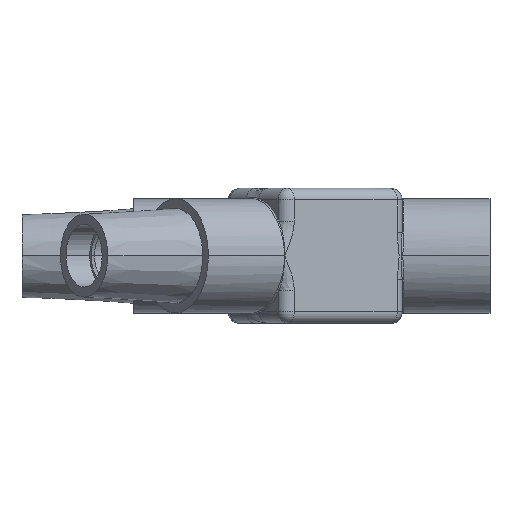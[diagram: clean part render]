
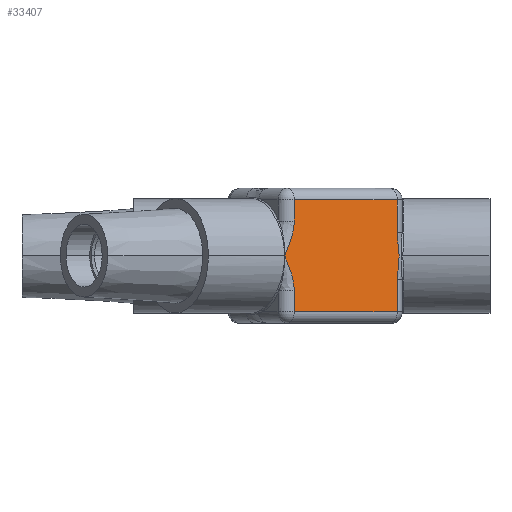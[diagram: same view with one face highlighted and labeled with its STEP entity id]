
A CAD part, top view. The second image highlights one B-rep face of the part: STEP entity #33407.
In plain terms, the highlighted planar face has unit normal (0.574, 0, 0.819).
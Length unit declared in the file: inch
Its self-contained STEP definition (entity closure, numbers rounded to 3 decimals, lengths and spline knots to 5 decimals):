
#589 = EDGE_CURVE ( 'NONE', #56097, #74657, #5523, .T. ) ;
#645 = DIRECTION ( 'NONE',  ( 0., -1., 0. ) ) ;
#999 = LINE ( 'NONE', #44864, #33739 ) ;
#1111 = CARTESIAN_POINT ( 'NONE',  ( 2.70587, 1.41898, 3.03016 ) ) ;
#1874 = ORIENTED_EDGE ( 'NONE', *, *, #38114, .T. ) ;
#1908 = CARTESIAN_POINT ( 'NONE',  ( 1.37005, 1.26224, 3.9655 ) ) ;
#2825 = CARTESIAN_POINT ( 'NONE',  ( 1.27578, 1.60065, 4.03152 ) ) ;
#2840 = B_SPLINE_CURVE_WITH_KNOTS ( 'NONE', 3,
 ( #68005, #89923, #53357, #16332, #15855, #76736, #54803, #23188, #60203, #45590, #39253, #9966, #75763, #75275, #91335, #32373 ),
 .UNSPECIFIED., .F., .F.,
 ( 4, 2, 2, 2, 2, 2, 2, 4 ),
 ( 0., 0.00153, 0.00307, 0.00614, 0.00921, 0.01074, 0.01151, 0.01227 ),
 .UNSPECIFIED. ) ;
#2985 = CARTESIAN_POINT ( 'NONE',  ( 2.72955, 1.64586, 3.01357 ) ) ;
#3784 = CARTESIAN_POINT ( 'NONE',  ( 1.37128, 1.22192, 3.96464 ) ) ;
#5523 = LINE ( 'NONE', #93252, #30972 ) ;
#6975 = EDGE_CURVE ( 'NONE', #36314, #69608, #999, .T. ) ;
#7153 = FACE_OUTER_BOUND ( 'NONE', #25006, .T. ) ;
#9966 = CARTESIAN_POINT ( 'NONE',  ( 1.26465, 1.7167, 4.03931 ) ) ;
#10279 = CARTESIAN_POINT ( 'NONE',  ( 2.7124, 1.4948, 3.02558 ) ) ;
#10770 = CARTESIAN_POINT ( 'NONE',  ( 2.70588, 1.92477, 3.03015 ) ) ;
#11082 = CARTESIAN_POINT ( 'NONE',  ( 1.24623, 1.67204, 4.05221 ) ) ;
#13967 = DIRECTION ( 'NONE',  ( -0.819, 0., 0.574 ) ) ;
#14681 = VERTEX_POINT ( 'NONE', #39689 ) ;
#15855 = CARTESIAN_POINT ( 'NONE',  ( 1.36271, 2.02261, 3.97065 ) ) ;
#16175 = LINE ( 'NONE', #61470, #69843 ) ;
#16332 = CARTESIAN_POINT ( 'NONE',  ( 1.36576, 2.04217, 3.96851 ) ) ;
#17611 = CARTESIAN_POINT ( 'NONE',  ( 2.70477, 1.39362, 3.03092 ) ) ;
#17870 = VECTOR ( 'NONE', #57355, 39.37008 ) ;
#18108 = CARTESIAN_POINT ( 'NONE',  ( 2.7221, 1.77301, 3.01879 ) ) ;
#18422 = CARTESIAN_POINT ( 'NONE',  ( 1.30399, 1.52851, 4.01176 ) ) ;
#23188 = CARTESIAN_POINT ( 'NONE',  ( 1.31742, 1.85205, 4.00236 ) ) ;
#23428 = EDGE_CURVE ( 'NONE', #14681, #67848, #27590, .T. ) ;
#25006 = EDGE_LOOP ( 'NONE', ( #40450, #1874, #25223, #59192, #38776, #55791, #68494, #48279, #87592 ) ) ;
#25223 = ORIENTED_EDGE ( 'NONE', *, *, #32133, .T. ) ;
#27319 = CARTESIAN_POINT ( 'NONE',  ( 2.71247, 1.8487, 3.02554 ) ) ;
#27590 = LINE ( 'NONE', #72403, #35583 ) ;
#27632 = CARTESIAN_POINT ( 'NONE',  ( 1.24623, 2.39704, 4.05221 ) ) ;
#30972 = VECTOR ( 'NONE', #40675, 39.37008 ) ;
#31059 = CARTESIAN_POINT ( 'NONE',  ( 1.37128, 0.94704, 3.96464 ) ) ;
#32064 = CARTESIAN_POINT ( 'NONE',  ( 1.37128, 1.24208, 3.96464 ) ) ;
#32133 = EDGE_CURVE ( 'NONE', #71211, #45075, #79539, .T. ) ;
#32373 = CARTESIAN_POINT ( 'NONE',  ( 1.24623, 1.67204, 4.05221 ) ) ;
#32538 = CARTESIAN_POINT ( 'NONE',  ( 1.36576, 1.30192, 3.96851 ) ) ;
#32549 = CARTESIAN_POINT ( 'NONE',  ( 2.70477, 1.97589, 3.03092 ) ) ;
#33407 = ADVANCED_FACE ( 'NONE', ( #7153 ), #58341, .F. ) ;
#33739 = VECTOR ( 'NONE', #60400, 39.37008 ) ;
#34191 = CARTESIAN_POINT ( 'NONE',  ( 2.70477, 1.97589, 3.03092 ) ) ;
#35583 = VECTOR ( 'NONE', #71472, 39.37008 ) ;
#35929 = DIRECTION ( 'NONE',  ( -0.574, 0., -0.819 ) ) ;
#36314 = VERTEX_POINT ( 'NONE', #32549 ) ;
#38114 = EDGE_CURVE ( 'NONE', #74657, #71211, #2840, .T. ) ;
#38776 = ORIENTED_EDGE ( 'NONE', *, *, #41504, .T. ) ;
#39253 = CARTESIAN_POINT ( 'NONE',  ( 1.27561, 1.74354, 4.03164 ) ) ;
#39689 = CARTESIAN_POINT ( 'NONE',  ( 2.70477, 0.94704, 3.03092 ) ) ;
#40030 = CARTESIAN_POINT ( 'NONE',  ( 2.71854, 1.5451, 3.02128 ) ) ;
#40362 = CARTESIAN_POINT ( 'NONE',  ( 1.26097, 1.63635, 4.04188 ) ) ;
#40450 = ORIENTED_EDGE ( 'NONE', *, *, #589, .T. ) ;
#40675 = DIRECTION ( 'NONE',  ( 0., -1., 0. ) ) ;
#40848 = CARTESIAN_POINT ( 'NONE',  ( 1.34121, 1.41737, 3.9857 ) ) ;
#41504 = EDGE_CURVE ( 'NONE', #75803, #14681, #93701, .T. ) ;
#44864 = CARTESIAN_POINT ( 'NONE',  ( 2.70477, 2.54704, 3.03092 ) ) ;
#45075 = VERTEX_POINT ( 'NONE', #79066 ) ;
#45590 = CARTESIAN_POINT ( 'NONE',  ( 1.28283, 1.76147, 4.02658 ) ) ;
#46262 = CARTESIAN_POINT ( 'NONE',  ( 1.37128, 2.12216, 3.96464 ) ) ;
#46704 = CARTESIAN_POINT ( 'NONE',  ( 1.36271, 1.32148, 3.97065 ) ) ;
#47077 = VECTOR ( 'NONE', #94677, 39.37008 ) ;
#47340 = CARTESIAN_POINT ( 'NONE',  ( 2.70968, 1.4696, 3.02749 ) ) ;
#47668 = CARTESIAN_POINT ( 'NONE',  ( 1.31742, 1.49204, 4.00236 ) ) ;
#47826 = CARTESIAN_POINT ( 'NONE',  ( 2.71864, 1.79821, 3.02121 ) ) ;
#48279 = ORIENTED_EDGE ( 'NONE', *, *, #6975, .T. ) ;
#49320 = EDGE_CURVE ( 'NONE', #69608, #56097, #51491, .T. ) ;
#49816 = AXIS2_PLACEMENT_3D ( 'NONE', #87067, #35929, #13967 ) ;
#51491 = LINE ( 'NONE', #27632, #17870 ) ;
#53357 = CARTESIAN_POINT ( 'NONE',  ( 1.37005, 2.08184, 3.9655 ) ) ;
#54803 = CARTESIAN_POINT ( 'NONE',  ( 1.34121, 1.92671, 3.9857 ) ) ;
#55107 = CARTESIAN_POINT ( 'NONE',  ( 2.72961, 1.69701, 3.01353 ) ) ;
#55791 = ORIENTED_EDGE ( 'NONE', *, *, #23428, .T. ) ;
#56097 = VERTEX_POINT ( 'NONE', #81458 ) ;
#57355 = DIRECTION ( 'NONE',  ( -0.819, 0., 0.574 ) ) ;
#58341 = PLANE ( 'NONE',  #49816 ) ;
#58973 = CARTESIAN_POINT ( 'NONE',  ( 1.24623, 1.67204, 4.05221 ) ) ;
#59192 = ORIENTED_EDGE ( 'NONE', *, *, #82543, .T. ) ;
#60203 = CARTESIAN_POINT ( 'NONE',  ( 1.304, 1.81559, 4.01176 ) ) ;
#60400 = DIRECTION ( 'NONE',  ( 0., 1., 0. ) ) ;
#60659 = B_SPLINE_CURVE_WITH_KNOTS ( 'NONE', 3,
 ( #84323, #17611, #1111, #47340, #10279, #40030, #92158, #69747, #2985, #55107, #84795, #18108, #47826, #27319, #72133, #10770, #64344, #34191 ),
 .UNSPECIFIED., .F., .F.,
 ( 4, 2, 2, 2, 2, 2, 2, 2, 4 ),
 ( 0., 0.00194, 0.00387, 0.00581, 0.00774, 0.00968, 0.01161, 0.01355, 0.01548 ),
 .UNSPECIFIED. ) ;
#61470 = CARTESIAN_POINT ( 'NONE',  ( 1.37128, 2.54704, 3.96464 ) ) ;
#61671 = EDGE_CURVE ( 'NONE', #67848, #36314, #60659, .T. ) ;
#64344 = CARTESIAN_POINT ( 'NONE',  ( 2.70477, 1.95026, 3.03092 ) ) ;
#67848 = VERTEX_POINT ( 'NONE', #76518 ) ;
#68005 = CARTESIAN_POINT ( 'NONE',  ( 1.37128, 2.12216, 3.96464 ) ) ;
#68494 = ORIENTED_EDGE ( 'NONE', *, *, #61671, .T. ) ;
#69608 = VERTEX_POINT ( 'NONE', #84483 ) ;
#69747 = CARTESIAN_POINT ( 'NONE',  ( 2.72755, 1.62057, 3.01497 ) ) ;
#69843 = VECTOR ( 'NONE', #645, 39.37008 ) ;
#70547 = CARTESIAN_POINT ( 'NONE',  ( 1.35147, 1.37952, 3.97852 ) ) ;
#71211 = VERTEX_POINT ( 'NONE', #58973 ) ;
#71472 = DIRECTION ( 'NONE',  ( 0., 1., 0. ) ) ;
#72133 = CARTESIAN_POINT ( 'NONE',  ( 2.70972, 1.87399, 3.02746 ) ) ;
#72245 = CARTESIAN_POINT ( 'NONE',  ( 2.76874, 0.94704, 2.98614 ) ) ;
#72403 = CARTESIAN_POINT ( 'NONE',  ( 2.70477, 2.54704, 3.03092 ) ) ;
#74657 = VERTEX_POINT ( 'NONE', #46262 ) ;
#75275 = CARTESIAN_POINT ( 'NONE',  ( 1.25361, 1.6899, 4.04704 ) ) ;
#75763 = CARTESIAN_POINT ( 'NONE',  ( 1.26097, 1.70776, 4.04188 ) ) ;
#75803 = VERTEX_POINT ( 'NONE', #31059 ) ;
#76518 = CARTESIAN_POINT ( 'NONE',  ( 2.70477, 1.3682, 3.03092 ) ) ;
#76736 = CARTESIAN_POINT ( 'NONE',  ( 1.35147, 1.96457, 3.97852 ) ) ;
#79066 = CARTESIAN_POINT ( 'NONE',  ( 1.37128, 1.22192, 3.96464 ) ) ;
#79539 = B_SPLINE_CURVE_WITH_KNOTS ( 'NONE', 3,
 ( #11082, #40362, #2825, #18422, #47668, #40848, #70547, #46704, #32538, #1908, #32064, #3784 ),
 .UNSPECIFIED., .F., .F.,
 ( 4, 2, 2, 2, 2, 4 ),
 ( -0.00002, 0.00302, 0.00607, 0.00911, 0.01064, 0.01216 ),
 .UNSPECIFIED. ) ;
#81458 = CARTESIAN_POINT ( 'NONE',  ( 1.37128, 2.39704, 3.96464 ) ) ;
#82543 = EDGE_CURVE ( 'NONE', #45075, #75803, #16175, .T. ) ;
#84323 = CARTESIAN_POINT ( 'NONE',  ( 2.70477, 1.3682, 3.03092 ) ) ;
#84483 = CARTESIAN_POINT ( 'NONE',  ( 2.70477, 2.39704, 3.03092 ) ) ;
#84795 = CARTESIAN_POINT ( 'NONE',  ( 2.72765, 1.72245, 3.0149 ) ) ;
#87067 = CARTESIAN_POINT ( 'NONE',  ( 1.24623, 2.54704, 4.05221 ) ) ;
#87592 = ORIENTED_EDGE ( 'NONE', *, *, #49320, .T. ) ;
#89923 = CARTESIAN_POINT ( 'NONE',  ( 1.37128, 2.10201, 3.96464 ) ) ;
#91335 = CARTESIAN_POINT ( 'NONE',  ( 1.24994, 1.68103, 4.04961 ) ) ;
#92158 = CARTESIAN_POINT ( 'NONE',  ( 2.72198, 1.57019, 3.01887 ) ) ;
#93252 = CARTESIAN_POINT ( 'NONE',  ( 1.37128, 2.54704, 3.96464 ) ) ;
#93701 = LINE ( 'NONE', #72245, #47077 ) ;
#94677 = DIRECTION ( 'NONE',  ( 0.819, 0., -0.574 ) ) ;
